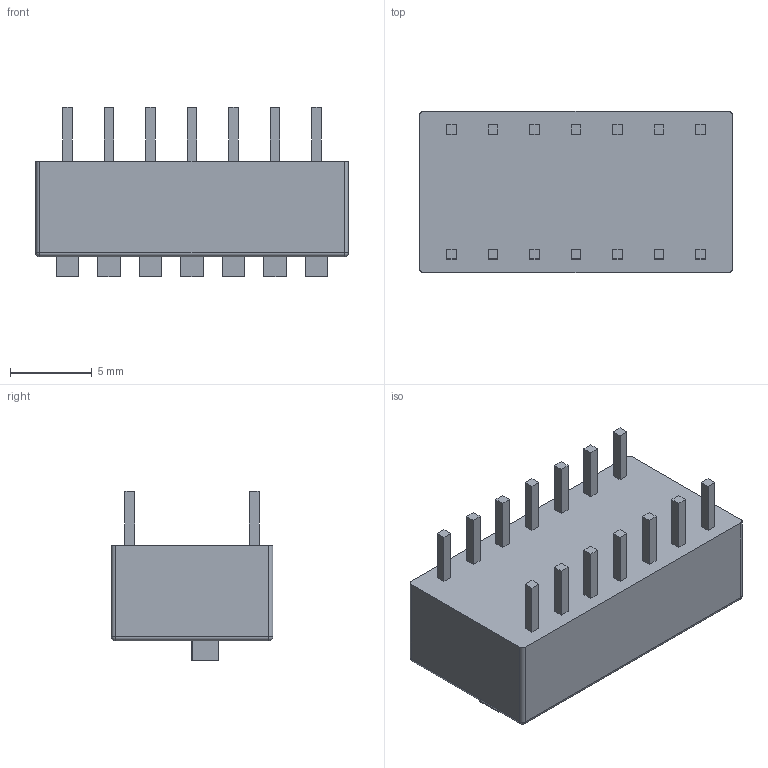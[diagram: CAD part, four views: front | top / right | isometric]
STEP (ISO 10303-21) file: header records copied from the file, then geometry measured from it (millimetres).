
FILE_DESCRIPTION (( 'STEP AP203' ), '1' );
FILE_NAME ('Dip Switch 7.STEP', '2019-12-20T16:51:05', ( '' ), ( '' ), 'SwSTEP 2.0', 'SolidWorks 2017', '' );
FILE_SCHEMA (( 'CONFIG_CONTROL_DESIGN' ));
Length unit declared in the file: millimetre
Products named in the file (1): Dip Switch 7
Bounding box: 19.14 x 9.9 x 10.35 mm (x, y, z)
Volume: 1141.3 mm3; surface area: 1078.1 mm2
Topology: 15 solids, 15 shells, 207 faces, 460 edges, 300 vertices
Faces by surface type: plane 195, cylinder 8, sphere 4
Entity records: 5619 total; most frequent: CARTESIAN_POINT 964, ORIENTED_EDGE 912, DIRECTION 888, EDGE_CURVE 456, LINE 440, VECTOR 440, VERTEX_POINT 300, EDGE_LOOP 228
